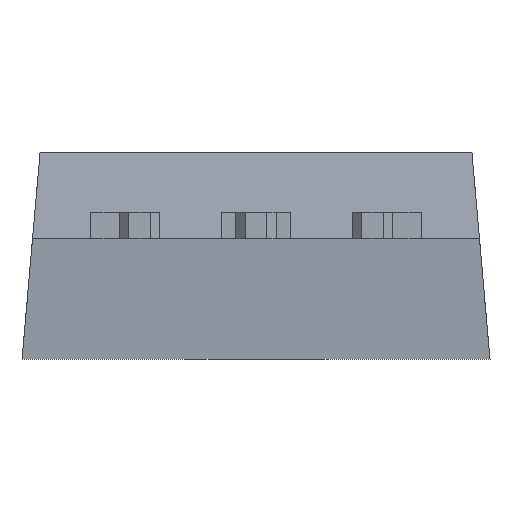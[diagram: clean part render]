
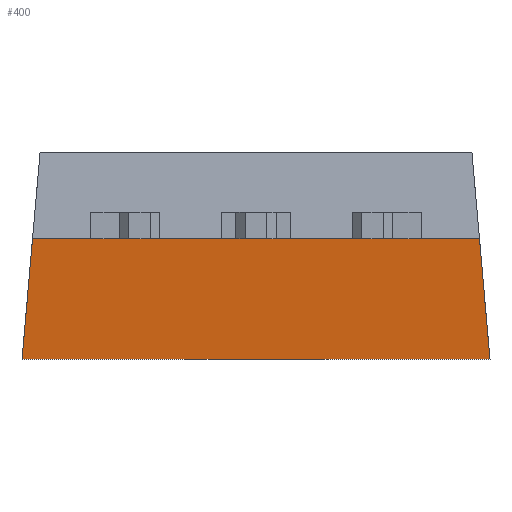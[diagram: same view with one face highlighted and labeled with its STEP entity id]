
A CAD part, front view. The second image highlights one B-rep face of the part: STEP entity #400.
In plain terms, the highlighted planar face has unit normal (0, -0.996, -0.087).
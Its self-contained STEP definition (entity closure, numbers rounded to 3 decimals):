
#13 = EDGE_CURVE ( 'NONE', #1098, #585, #1113, .T. ) ;
#23 = VECTOR ( 'NONE', #196, 1000. ) ;
#35 = DIRECTION ( 'NONE',  ( -1., 0., 0. ) ) ;
#73 = LINE ( 'NONE', #557, #750 ) ;
#82 = VERTEX_POINT ( 'NONE', #787 ) ;
#137 = DIRECTION ( 'NONE',  ( 0., 0.996, 0.087 ) ) ;
#143 = ORIENTED_EDGE ( 'NONE', *, *, #687, .F. ) ;
#178 = CARTESIAN_POINT ( 'NONE',  ( 5.1, 3.83, -2.25 ) ) ;
#196 = DIRECTION ( 'NONE',  ( 0.087, -0.087, 0.992 ) ) ;
#207 = FACE_OUTER_BOUND ( 'NONE', #1018, .T. ) ;
#255 = EDGE_CURVE ( 'NONE', #82, #1179, #421, .T. ) ;
#400 = ADVANCED_FACE ( 'NONE', ( #207 ), #674, .F. ) ;
#421 = LINE ( 'NONE', #475, #23 ) ;
#475 = CARTESIAN_POINT ( 'NONE',  ( -4.795, 3.525, 1.234 ) ) ;
#545 = CARTESIAN_POINT ( 'NONE',  ( 4.872, 3.602, 0.355 ) ) ;
#557 = CARTESIAN_POINT ( 'NONE',  ( 5.1, 3.6, 0.375 ) ) ;
#585 = VERTEX_POINT ( 'NONE', #178 ) ;
#674 = PLANE ( 'NONE',  #948 ) ;
#687 = EDGE_CURVE ( 'NONE', #585, #82, #932, .T. ) ;
#750 = VECTOR ( 'NONE', #778, 1000. ) ;
#778 = DIRECTION ( 'NONE',  ( -1., 0., 0. ) ) ;
#787 = CARTESIAN_POINT ( 'NONE',  ( -5.1, 3.83, -2.25 ) ) ;
#829 = VECTOR ( 'NONE', #35, 1000. ) ;
#921 = CARTESIAN_POINT ( 'NONE',  ( 5.1, 3.83, -2.25 ) ) ;
#932 = LINE ( 'NONE', #921, #829 ) ;
#948 = AXIS2_PLACEMENT_3D ( 'NONE', #1357, #137, #1246 ) ;
#1018 = EDGE_LOOP ( 'NONE', ( #1227, #143, #1047, #1136 ) ) ;
#1047 = ORIENTED_EDGE ( 'NONE', *, *, #13, .F. ) ;
#1098 = VERTEX_POINT ( 'NONE', #1412 ) ;
#1113 = LINE ( 'NONE', #545, #1393 ) ;
#1136 = ORIENTED_EDGE ( 'NONE', *, *, #1442, .T. ) ;
#1179 = VERTEX_POINT ( 'NONE', #1333 ) ;
#1227 = ORIENTED_EDGE ( 'NONE', *, *, #255, .F. ) ;
#1246 = DIRECTION ( 'NONE',  ( 0., -0.087, 0.996 ) ) ;
#1333 = CARTESIAN_POINT ( 'NONE',  ( -4.87, 3.6, 0.375 ) ) ;
#1357 = CARTESIAN_POINT ( 'NONE',  ( 5.1, 3.6, 0.375 ) ) ;
#1393 = VECTOR ( 'NONE', #1446, 1000. ) ;
#1412 = CARTESIAN_POINT ( 'NONE',  ( 4.87, 3.6, 0.375 ) ) ;
#1442 = EDGE_CURVE ( 'NONE', #1098, #1179, #73, .T. ) ;
#1446 = DIRECTION ( 'NONE',  ( 0.087, 0.087, -0.992 ) ) ;
